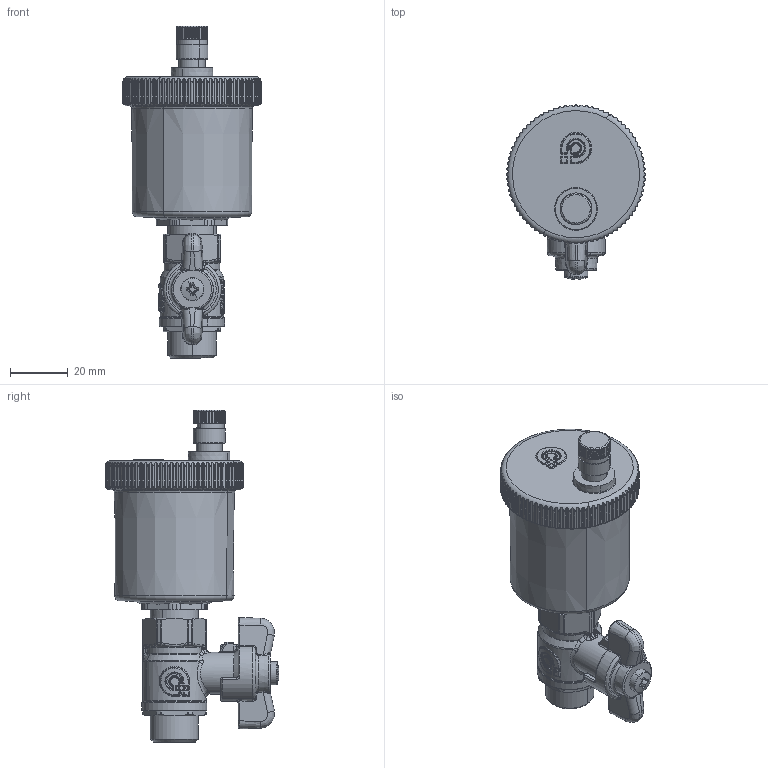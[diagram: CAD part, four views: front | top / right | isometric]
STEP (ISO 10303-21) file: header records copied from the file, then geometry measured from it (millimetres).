
FILE_DESCRIPTION(('CATIA V5 STEP Exchange'),'2;1');
FILE_NAME('STEP_250931_-_TST.stp','2018-12-06T13:38:04+00:00',('none'),('none'),'CATIA Version 5-6 Release 2016 SP4','CATIA V5 STEP AP203','none');
FILE_SCHEMA(('CONFIG_CONTROL_DESIGN'));
Length unit declared in the file: millimetre
Products named in the file (1): 250931 - TST
Bounding box: 47.9 x 60.07 x 114.65 mm (x, y, z)
Volume: 93091.1 mm3; surface area: 18305 mm2
Topology: 1 solids, 6 shells, 1964 faces, 4930 edges, 2877 vertices
Faces by surface type: bspline 850, cylinder 507, plane 365, sphere 105, cone 79, torus 58
Entity records: 108290 total; most frequent: CARTESIAN_POINT 72126, ORIENTED_EDGE 9578, EDGE_CURVE 4789, DIRECTION 3618, B_SPLINE_CURVE_WITH_KNOTS 3077, VERTEX_POINT 2877, EDGE_LOOP 2012, ADVANCED_FACE 1964
